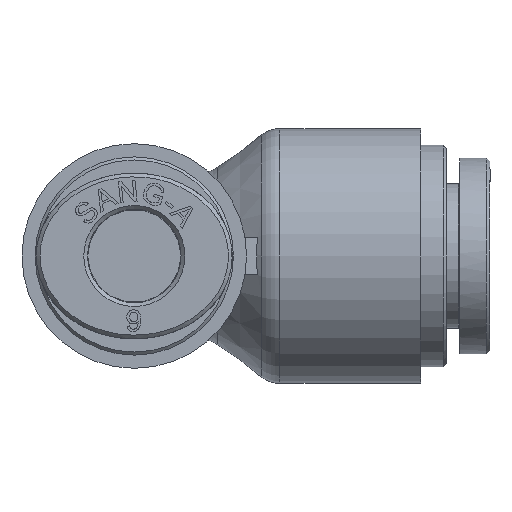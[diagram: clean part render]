
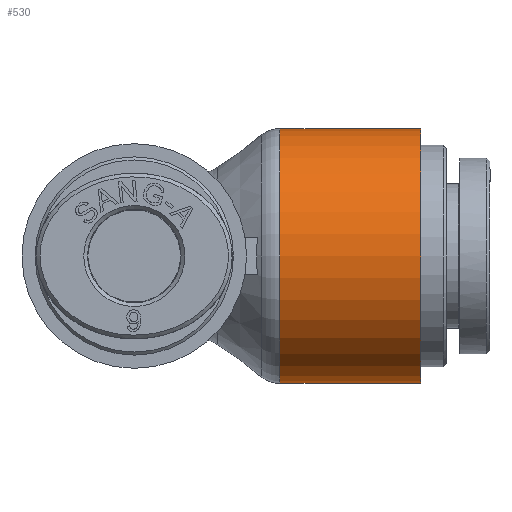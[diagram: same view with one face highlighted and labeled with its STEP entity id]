
A CAD part, front view. The second image highlights one B-rep face of the part: STEP entity #530.
In plain terms, the highlighted cylindrical face has radius 8.45 mm (diameter 16.9 mm), a full revolution.
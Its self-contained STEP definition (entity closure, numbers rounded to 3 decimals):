
#499=CARTESIAN_POINT('',(9.658,8.45,0.));
#500=VERTEX_POINT('',#499);
#501=CARTESIAN_POINT('',(9.658,0.,0.0));
#502=DIRECTION('',(-1.0,0.0,0.0));
#503=DIRECTION('',(0.0,-1.0,0.0));
#504=AXIS2_PLACEMENT_3D('',#501,#502,#503);
#505=CIRCLE('',#504,8.45);
#506=EDGE_CURVE('',#500,#500,#505,.T.);
#511=CARTESIAN_POINT('',(14.,0.,0.0));
#512=DIRECTION('',(1.0,0.,0.0));
#513=DIRECTION('',(0.0,1.0,0.0));
#514=AXIS2_PLACEMENT_3D('',#511,#512,#513);
#515=CYLINDRICAL_SURFACE('',#514,8.45);
#516=CARTESIAN_POINT('',(19.0,8.45,0.0));
#517=VERTEX_POINT('',#516);
#518=CARTESIAN_POINT('',(19.0,0.,0.0));
#519=DIRECTION('',(1.0,0.0,0.0));
#520=DIRECTION('',(0.0,1.0,0.0));
#521=AXIS2_PLACEMENT_3D('',#518,#519,#520);
#522=CIRCLE('',#521,8.45);
#523=EDGE_CURVE('',#517,#517,#522,.T.);
#524=ORIENTED_EDGE('',*,*,#523,.F.);
#525=EDGE_LOOP('',(#524));
#526=FACE_OUTER_BOUND('',#525,.T.);
#527=ORIENTED_EDGE('',*,*,#506,.F.);
#528=EDGE_LOOP('',(#527));
#529=FACE_BOUND('',#528,.T.);
#530=ADVANCED_FACE('',(#526,#529),#515,.T.);
